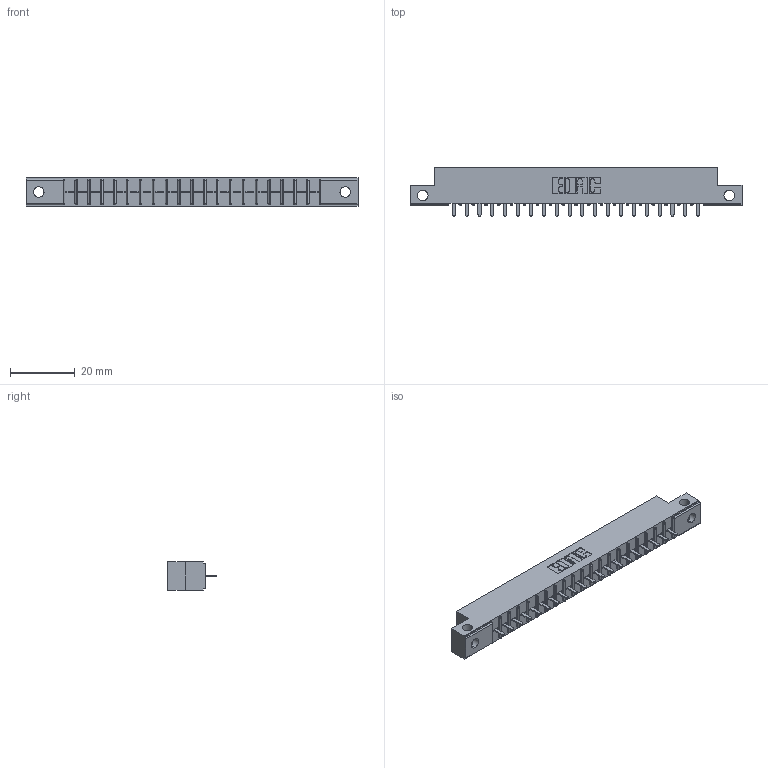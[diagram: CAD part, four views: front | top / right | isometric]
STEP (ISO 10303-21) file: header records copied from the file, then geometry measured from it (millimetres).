
FILE_DESCRIPTION (( 'STEP AP203' ), '1' );
FILE_NAME ('306-020-521-112.STEP', '2020-09-20T19:25:55', ( '' ), ( '' ), 'SwSTEP 2.0', 'SolidWorks 2020', '' );
FILE_SCHEMA (( 'CONFIG_CONTROL_DESIGN' ));
Length unit declared in the file: inch
Products named in the file (3): 306-290-001_121; 306-020-521-112; 306 Part_.128 Dia
Assembly tree (21 placements, depth 2):
  306-020-521-112
    306 Part_.128 Dia
    306-290-001_121  x20
Bounding box: 102.26 x 14.88 x 8.71 mm (x, y, z)
Volume: 6819.7 mm3; surface area: 9835.3 mm2
Topology: 21 solids, 21 shells, 1528 faces, 4292 edges, 2748 vertices
Faces by surface type: plane 1008, cylinder 440, sphere 80
Entity records: 21863 total; most frequent: CARTESIAN_POINT 3715, ORIENTED_EDGE 3636, DIRECTION 3604, EDGE_CURVE 1818, LINE 1394, VECTOR 1394, VERTEX_POINT 1152, AXIS2_PLACEMENT_3D 1105
